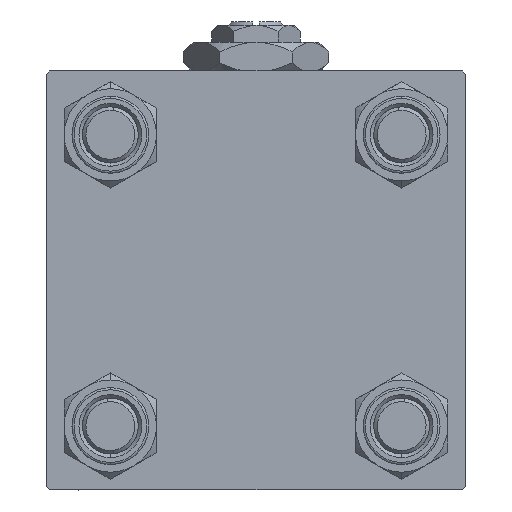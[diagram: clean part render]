
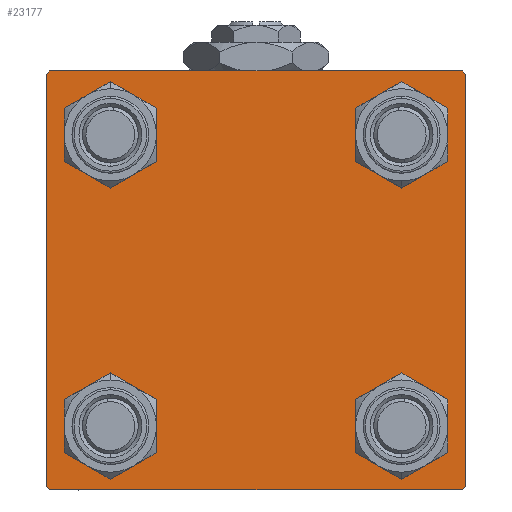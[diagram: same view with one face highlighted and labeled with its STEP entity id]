
A CAD part, left-side view. The second image highlights one B-rep face of the part: STEP entity #23177.
In plain terms, the highlighted planar face has unit normal (-1, 0, 0).
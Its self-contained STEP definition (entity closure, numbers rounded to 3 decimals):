
#891 = EDGE_LOOP ( 'NONE', ( #27817, #49938 ) ) ;
#1245 = DIRECTION ( 'NONE',  ( 0., 0., 1. ) ) ;
#1442 = FACE_OUTER_BOUND ( 'NONE', #48985, .T. ) ;
#1487 = CARTESIAN_POINT ( 'NONE',  ( 0., 29.5, 30. ) ) ;
#1616 = CIRCLE ( 'NONE', #37204, 4.5 ) ;
#1727 = ORIENTED_EDGE ( 'NONE', *, *, #16341, .T. ) ;
#1850 = CARTESIAN_POINT ( 'NONE',  ( 0., 30., -30. ) ) ;
#2408 = CARTESIAN_POINT ( 'NONE',  ( 0., 29.75, -29.75 ) ) ;
#3336 = VERTEX_POINT ( 'NONE', #1487 ) ;
#3377 = DIRECTION ( 'NONE',  ( 1., 0., 0. ) ) ;
#4520 = EDGE_CURVE ( 'NONE', #3336, #30803, #11962, .T. ) ;
#4550 = EDGE_LOOP ( 'NONE', ( #23860, #15189 ) ) ;
#5301 = CARTESIAN_POINT ( 'NONE',  ( 0., 30., -29.5 ) ) ;
#5625 = VERTEX_POINT ( 'NONE', #16404 ) ;
#5877 = CARTESIAN_POINT ( 'NONE',  ( 0., 20.85, 20.85 ) ) ;
#7188 = DIRECTION ( 'NONE',  ( 0., 0., 1. ) ) ;
#7367 = AXIS2_PLACEMENT_3D ( 'NONE', #45042, #19724, #15387 ) ;
#7441 = VECTOR ( 'NONE', #18878, 1000. ) ;
#7508 = VERTEX_POINT ( 'NONE', #28349 ) ;
#7876 = CARTESIAN_POINT ( 'NONE',  ( 0., 30., 30. ) ) ;
#9605 = DIRECTION ( 'NONE',  ( 0., 0., 1. ) ) ;
#9718 = VERTEX_POINT ( 'NONE', #11911 ) ;
#10149 = PLANE ( 'NONE',  #22025 ) ;
#10277 = CIRCLE ( 'NONE', #23281, 4.5 ) ;
#10318 = ORIENTED_EDGE ( 'NONE', *, *, #13550, .T. ) ;
#10580 = VERTEX_POINT ( 'NONE', #41097 ) ;
#11002 = LINE ( 'NONE', #49794, #7441 ) ;
#11027 = LINE ( 'NONE', #27620, #11129 ) ;
#11129 = VECTOR ( 'NONE', #35499, 1000. ) ;
#11238 = AXIS2_PLACEMENT_3D ( 'NONE', #5877, #39585, #39323 ) ;
#11364 = LINE ( 'NONE', #2408, #30642 ) ;
#11772 = CARTESIAN_POINT ( 'NONE',  ( 0., 20.85, 16.35 ) ) ;
#11799 = DIRECTION ( 'NONE',  ( 1., 0., 0. ) ) ;
#11911 = CARTESIAN_POINT ( 'NONE',  ( 0., -29.5, -30. ) ) ;
#11962 = LINE ( 'NONE', #7876, #24015 ) ;
#12286 = EDGE_CURVE ( 'NONE', #27675, #43953, #10277, .T. ) ;
#12431 = EDGE_CURVE ( 'NONE', #5625, #30803, #11027, .T. ) ;
#13040 = CARTESIAN_POINT ( 'NONE',  ( 0., 20.85, -25.35 ) ) ;
#13550 = EDGE_CURVE ( 'NONE', #34177, #10580, #20683, .T. ) ;
#13620 = LINE ( 'NONE', #42463, #14208 ) ;
#13800 = LINE ( 'NONE', #39628, #26177 ) ;
#14208 = VECTOR ( 'NONE', #30210, 1000. ) ;
#15189 = ORIENTED_EDGE ( 'NONE', *, *, #21980, .T. ) ;
#15387 = DIRECTION ( 'NONE',  ( 0., 0., 1. ) ) ;
#16341 = EDGE_CURVE ( 'NONE', #43953, #27675, #34690, .T. ) ;
#16404 = CARTESIAN_POINT ( 'NONE',  ( 0., -30., 29.5 ) ) ;
#16614 = ORIENTED_EDGE ( 'NONE', *, *, #31311, .T. ) ;
#17298 = CARTESIAN_POINT ( 'NONE',  ( 0., 20.85, -16.35 ) ) ;
#17762 = FACE_BOUND ( 'NONE', #35017, .T. ) ;
#18307 = FACE_BOUND ( 'NONE', #4550, .T. ) ;
#18512 = AXIS2_PLACEMENT_3D ( 'NONE', #48697, #20620, #41034 ) ;
#18878 = DIRECTION ( 'NONE',  ( 0., 0.707, -0.707 ) ) ;
#18900 = EDGE_CURVE ( 'NONE', #9718, #50700, #27374, .T. ) ;
#19097 = VERTEX_POINT ( 'NONE', #24283 ) ;
#19713 = CARTESIAN_POINT ( 'NONE',  ( 0., 20.85, 25.35 ) ) ;
#19724 = DIRECTION ( 'NONE',  ( 1., 0., 0. ) ) ;
#19793 = ORIENTED_EDGE ( 'NONE', *, *, #35434, .T. ) ;
#20556 = EDGE_CURVE ( 'NONE', #5625, #50700, #13800, .T. ) ;
#20620 = DIRECTION ( 'NONE',  ( 1., 0., 0. ) ) ;
#20683 = CIRCLE ( 'NONE', #44191, 4.5 ) ;
#21009 = CARTESIAN_POINT ( 'NONE',  ( 0., 20.85, -20.85 ) ) ;
#21635 = CARTESIAN_POINT ( 'NONE',  ( 0., 20.85, 20.85 ) ) ;
#21980 = EDGE_CURVE ( 'NONE', #24576, #23642, #31572, .T. ) ;
#22025 = AXIS2_PLACEMENT_3D ( 'NONE', #31092, #22377, #9605 ) ;
#22377 = DIRECTION ( 'NONE',  ( -1., 0., 0. ) ) ;
#22495 = DIRECTION ( 'NONE',  ( 0., 0., -1. ) ) ;
#23177 = ADVANCED_FACE ( 'NONE', ( #47169, #17762, #18307, #46895, #1442 ), #10149, .T. ) ;
#23281 = AXIS2_PLACEMENT_3D ( 'NONE', #21635, #34160, #1245 ) ;
#23515 = CARTESIAN_POINT ( 'NONE',  ( 0., -20.85, 20.85 ) ) ;
#23642 = VERTEX_POINT ( 'NONE', #17298 ) ;
#23860 = ORIENTED_EDGE ( 'NONE', *, *, #39963, .T. ) ;
#24015 = VECTOR ( 'NONE', #24207, 1000. ) ;
#24207 = DIRECTION ( 'NONE',  ( 0., -1., 0. ) ) ;
#24283 = CARTESIAN_POINT ( 'NONE',  ( 0., 29.5, -30. ) ) ;
#24576 = VERTEX_POINT ( 'NONE', #13040 ) ;
#25433 = CARTESIAN_POINT ( 'NONE',  ( 0., -29.5, 30. ) ) ;
#25445 = CIRCLE ( 'NONE', #18512, 4.5 ) ;
#25901 = EDGE_CURVE ( 'NONE', #3336, #7508, #11002, .T. ) ;
#26177 = VECTOR ( 'NONE', #22495, 1000. ) ;
#26689 = ORIENTED_EDGE ( 'NONE', *, *, #25901, .T. ) ;
#27258 = AXIS2_PLACEMENT_3D ( 'NONE', #21009, #41161, #45529 ) ;
#27374 = LINE ( 'NONE', #30168, #53049 ) ;
#27526 = DIRECTION ( 'NONE',  ( 1., 0., 0. ) ) ;
#27620 = CARTESIAN_POINT ( 'NONE',  ( 0., -29.75, 29.75 ) ) ;
#27675 = VERTEX_POINT ( 'NONE', #11772 ) ;
#27693 = DIRECTION ( 'NONE',  ( 0., -0.707, -0.707 ) ) ;
#27817 = ORIENTED_EDGE ( 'NONE', *, *, #53147, .T. ) ;
#28349 = CARTESIAN_POINT ( 'NONE',  ( 0., 30., 29.5 ) ) ;
#28397 = DIRECTION ( 'NONE',  ( 0., 0., 1. ) ) ;
#29921 = CIRCLE ( 'NONE', #7367, 4.5 ) ;
#30168 = CARTESIAN_POINT ( 'NONE',  ( 0., -29.75, -29.75 ) ) ;
#30210 = DIRECTION ( 'NONE',  ( 0., 0., -1. ) ) ;
#30642 = VECTOR ( 'NONE', #27693, 1000. ) ;
#30803 = VERTEX_POINT ( 'NONE', #25433 ) ;
#31092 = CARTESIAN_POINT ( 'NONE',  ( 0., 0., 0. ) ) ;
#31311 = EDGE_CURVE ( 'NONE', #19097, #9718, #46756, .T. ) ;
#31572 = CIRCLE ( 'NONE', #27258, 4.5 ) ;
#32595 = EDGE_CURVE ( 'NONE', #36395, #53106, #1616, .T. ) ;
#34160 = DIRECTION ( 'NONE',  ( 1., 0., 0. ) ) ;
#34177 = VERTEX_POINT ( 'NONE', #52776 ) ;
#34517 = ORIENTED_EDGE ( 'NONE', *, *, #43868, .T. ) ;
#34580 = VECTOR ( 'NONE', #42399, 1000. ) ;
#34690 = CIRCLE ( 'NONE', #11238, 4.5 ) ;
#35017 = EDGE_LOOP ( 'NONE', ( #34517, #10318 ) ) ;
#35434 = EDGE_CURVE ( 'NONE', #41160, #19097, #11364, .T. ) ;
#35499 = DIRECTION ( 'NONE',  ( 0., 0.707, 0.707 ) ) ;
#35571 = ORIENTED_EDGE ( 'NONE', *, *, #12431, .T. ) ;
#36395 = VERTEX_POINT ( 'NONE', #50036 ) ;
#37204 = AXIS2_PLACEMENT_3D ( 'NONE', #23515, #3377, #7188 ) ;
#38488 = ORIENTED_EDGE ( 'NONE', *, *, #20556, .F. ) ;
#39323 = DIRECTION ( 'NONE',  ( 0., 0., 1. ) ) ;
#39493 = CARTESIAN_POINT ( 'NONE',  ( 0., -20.85, -20.85 ) ) ;
#39585 = DIRECTION ( 'NONE',  ( 1., 0., 0. ) ) ;
#39628 = CARTESIAN_POINT ( 'NONE',  ( 0., -30., 30. ) ) ;
#39876 = DIRECTION ( 'NONE',  ( 0., -0.707, 0.707 ) ) ;
#39963 = EDGE_CURVE ( 'NONE', #23642, #24576, #29921, .T. ) ;
#40215 = ORIENTED_EDGE ( 'NONE', *, *, #4520, .F. ) ;
#40949 = ORIENTED_EDGE ( 'NONE', *, *, #18900, .T. ) ;
#41034 = DIRECTION ( 'NONE',  ( 0., 0., 1. ) ) ;
#41097 = CARTESIAN_POINT ( 'NONE',  ( 0., -20.85, -16.35 ) ) ;
#41160 = VERTEX_POINT ( 'NONE', #5301 ) ;
#41161 = DIRECTION ( 'NONE',  ( 1., 0., 0. ) ) ;
#41174 = CARTESIAN_POINT ( 'NONE',  ( 0., -20.85, -20.85 ) ) ;
#42399 = DIRECTION ( 'NONE',  ( 0., -1., 0. ) ) ;
#42463 = CARTESIAN_POINT ( 'NONE',  ( 0., 30., 30. ) ) ;
#43868 = EDGE_CURVE ( 'NONE', #10580, #34177, #53765, .T. ) ;
#43953 = VERTEX_POINT ( 'NONE', #19713 ) ;
#44191 = AXIS2_PLACEMENT_3D ( 'NONE', #41174, #11799, #28397 ) ;
#45042 = CARTESIAN_POINT ( 'NONE',  ( 0., 20.85, -20.85 ) ) ;
#45529 = DIRECTION ( 'NONE',  ( 0., 0., 1. ) ) ;
#45943 = AXIS2_PLACEMENT_3D ( 'NONE', #39493, #27526, #52281 ) ;
#46756 = LINE ( 'NONE', #1850, #34580 ) ;
#46895 = FACE_BOUND ( 'NONE', #50940, .T. ) ;
#47169 = FACE_BOUND ( 'NONE', #891, .T. ) ;
#48697 = CARTESIAN_POINT ( 'NONE',  ( 0., -20.85, 20.85 ) ) ;
#48958 = CARTESIAN_POINT ( 'NONE',  ( 0., -20.85, 25.35 ) ) ;
#48985 = EDGE_LOOP ( 'NONE', ( #53303, #19793, #16614, #40949, #38488, #35571, #40215, #26689 ) ) ;
#49239 = ORIENTED_EDGE ( 'NONE', *, *, #12286, .T. ) ;
#49794 = CARTESIAN_POINT ( 'NONE',  ( 0., 29.75, 29.75 ) ) ;
#49938 = ORIENTED_EDGE ( 'NONE', *, *, #32595, .T. ) ;
#50036 = CARTESIAN_POINT ( 'NONE',  ( 0., -20.85, 16.35 ) ) ;
#50700 = VERTEX_POINT ( 'NONE', #52184 ) ;
#50940 = EDGE_LOOP ( 'NONE', ( #1727, #49239 ) ) ;
#52184 = CARTESIAN_POINT ( 'NONE',  ( 0., -30., -29.5 ) ) ;
#52281 = DIRECTION ( 'NONE',  ( 0., 0., 1. ) ) ;
#52776 = CARTESIAN_POINT ( 'NONE',  ( 0., -20.85, -25.35 ) ) ;
#53049 = VECTOR ( 'NONE', #39876, 1000. ) ;
#53106 = VERTEX_POINT ( 'NONE', #48958 ) ;
#53147 = EDGE_CURVE ( 'NONE', #53106, #36395, #25445, .T. ) ;
#53303 = ORIENTED_EDGE ( 'NONE', *, *, #53817, .T. ) ;
#53765 = CIRCLE ( 'NONE', #45943, 4.5 ) ;
#53817 = EDGE_CURVE ( 'NONE', #7508, #41160, #13620, .T. ) ;
